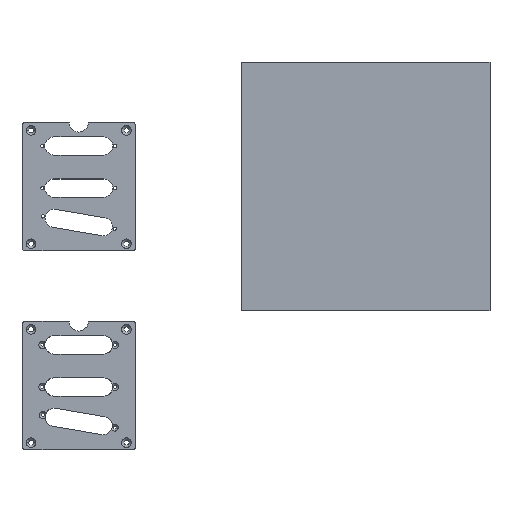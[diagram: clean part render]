
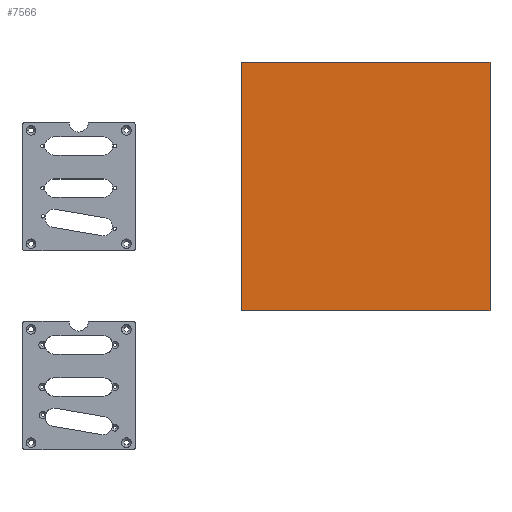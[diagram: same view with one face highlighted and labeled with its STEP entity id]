
A CAD part, top view. The second image highlights one B-rep face of the part: STEP entity #7566.
In plain terms, the highlighted planar face has unit normal (0, 0, 1).
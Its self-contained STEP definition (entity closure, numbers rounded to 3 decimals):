
#198=PLANE('',#8573);
#939=LINE('',#13731,#1425);
#940=LINE('',#13733,#1426);
#943=LINE('',#13739,#1429);
#944=LINE('',#13741,#1430);
#1425=VECTOR('',#10954,1000.);
#1426=VECTOR('',#10957,1000.);
#1429=VECTOR('',#10962,1000.);
#1430=VECTOR('',#10965,1000.);
#3537=ORIENTED_EDGE('',*,*,#4805,.F.);
#3538=ORIENTED_EDGE('',*,*,#4806,.T.);
#3539=ORIENTED_EDGE('',*,*,#4802,.T.);
#3540=ORIENTED_EDGE('',*,*,#4801,.F.);
#4801=EDGE_CURVE('',#5549,#5548,#939,.T.);
#4802=EDGE_CURVE('',#5550,#5548,#940,.T.);
#4805=EDGE_CURVE('',#5551,#5549,#943,.T.);
#4806=EDGE_CURVE('',#5551,#5550,#944,.T.);
#5548=VERTEX_POINT('',#13728);
#5549=VERTEX_POINT('',#13730);
#5550=VERTEX_POINT('',#13734);
#5551=VERTEX_POINT('',#13738);
#6601=EDGE_LOOP('',(#3537,#3538,#3539,#3540));
#7087=FACE_BOUND('',#6601,.T.);
#7566=ADVANCED_FACE('',(#7087),#198,.T.);
#8573=AXIS2_PLACEMENT_3D('',#13740,#10963,#10964);
#10954=DIRECTION('',(0.,-1.,0.));
#10957=DIRECTION('',(1.,0.,0.));
#10962=DIRECTION('',(1.,0.,0.));
#10963=DIRECTION('',(0.,0.,1.));
#10964=DIRECTION('',(1.,0.,0.));
#10965=DIRECTION('',(0.,-1.,0.));
#13728=CARTESIAN_POINT('',(479.863,-98.154,11.3));
#13730=CARTESIAN_POINT('',(479.863,161.846,11.3));
#13731=CARTESIAN_POINT('',(479.863,31.846,11.3));
#13733=CARTESIAN_POINT('',(349.863,-98.154,11.3));
#13734=CARTESIAN_POINT('',(219.863,-98.154,11.3));
#13738=CARTESIAN_POINT('',(219.863,161.846,11.3));
#13739=CARTESIAN_POINT('',(349.863,161.846,11.3));
#13740=CARTESIAN_POINT('',(349.863,31.846,11.3));
#13741=CARTESIAN_POINT('',(219.863,31.846,11.3));
